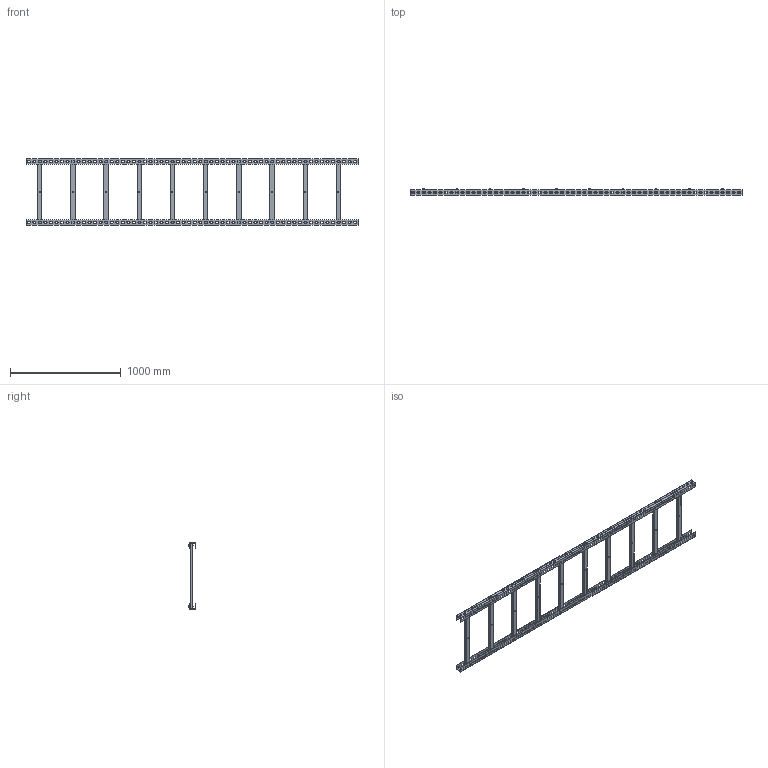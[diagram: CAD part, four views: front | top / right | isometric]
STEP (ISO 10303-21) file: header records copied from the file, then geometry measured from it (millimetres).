
FILE_DESCRIPTION (( 'STEP AP214' ), '1' );
FILE_NAME ('6010024.stp', '2022-06-30T09:32:26', ( '' ), ( '' ), 'SwSTEP 2.0', 'SolidWorks 2020', '' );
FILE_SCHEMA (( 'AUTOMOTIVE_DESIGN' ));
Length unit declared in the file: millimetre
Products named in the file (6): 012121_Washer DIN 9021 - 8.4; KTS 01.021-001_US 5 (L=3000); KTS 14.002-029_M8x35; KTS 12.006-004_C 40 L=592; 011423_Hexagon Nut ISO 4032 - M8 - D - C; 6010024
Assembly tree (72 placements, depth 2):
  6010024
    KTS 01.021-001_US 5 (L=3000)  x2
    KTS 12.006-004_C 40 L=592  x10
    KTS 14.002-029_M8x35  x20
    012121_Washer DIN 9021 - 8.4  x20
    011423_Hexagon Nut ISO 4032 - M8 - D - C  x20
Bounding box: 3000 x 60 x 600 mm (x, y, z)
Volume: 3232144.8 mm3; surface area: 2960657.9 mm2
Topology: 72 solids, 72 shells, 2646 faces, 7206 edges, 4724 vertices
Faces by surface type: plane 1456, cylinder 890, cone 280, sphere 20
Full cylindrical faces by diameter (mm): 6.8 x20, 8 x40, 8.4 x20, 9 x10, 20 x20, 24 x20
Entity records: 29069 total; most frequent: CARTESIAN_POINT 5049, DIRECTION 4934, ORIENTED_EDGE 4818, EDGE_CURVE 2409, AXIS2_PLACEMENT_3D 1652, LINE 1630, VECTOR 1630, VERTEX_POINT 1607
